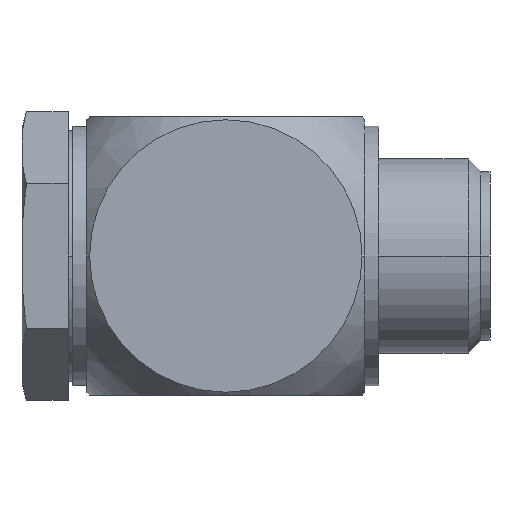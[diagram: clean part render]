
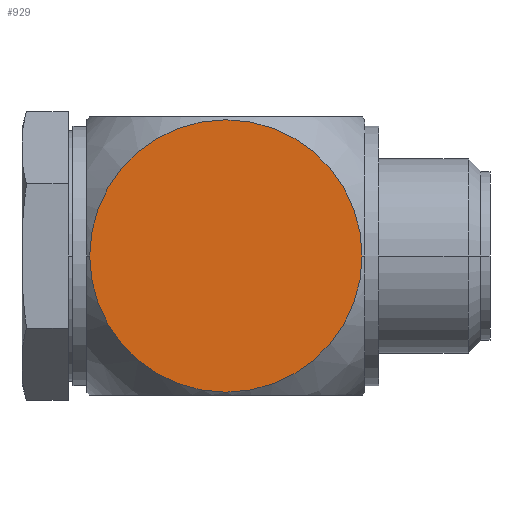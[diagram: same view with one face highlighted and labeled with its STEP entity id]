
A CAD part, left-side view. The second image highlights one B-rep face of the part: STEP entity #929.
In plain terms, the highlighted planar face has unit normal (-1, 0, 0).
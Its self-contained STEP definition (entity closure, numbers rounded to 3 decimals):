
#74=PLANE('',#2042);
#209=FACE_OUTER_BOUND('',#329,.F.);
#329=EDGE_LOOP('',(#782,#783));
#782=ORIENTED_EDGE('',*,*,#1575,.F.);
#783=ORIENTED_EDGE('',*,*,#1574,.F.);
#929=ADVANCED_FACE('',(#209),#74,.T.);
#1343=CIRCLE('',#2022,14.697);
#1344=CIRCLE('',#2023,14.697);
#1574=EDGE_CURVE('',#1720,#1719,#1343,.T.);
#1575=EDGE_CURVE('',#1719,#1720,#1344,.T.);
#1719=VERTEX_POINT('',#3303);
#1720=VERTEX_POINT('',#3304);
#2022=AXIS2_PLACEMENT_3D('',#3579,#2516,#2517);
#2023=AXIS2_PLACEMENT_3D('',#3580,#2518,#2519);
#2042=AXIS2_PLACEMENT_3D('',#3661,#2570,#2571);
#2516=DIRECTION('',(-1.,0.,0.));
#2517=DIRECTION('',(0.,1.,0.));
#2518=DIRECTION('',(-1.,0.,0.));
#2519=DIRECTION('',(0.,-1.,0.));
#2570=DIRECTION('',(-1.,0.,0.));
#2571=DIRECTION('',(0.,-1.,0.));
#3303=CARTESIAN_POINT('',(-15.,-14.697,0.));
#3304=CARTESIAN_POINT('',(-15.,14.697,0.));
#3579=CARTESIAN_POINT('',(-15.,0.,0.));
#3580=CARTESIAN_POINT('',(-15.,0.,0.));
#3661=CARTESIAN_POINT('',(-15.,16.167,-16.126));
